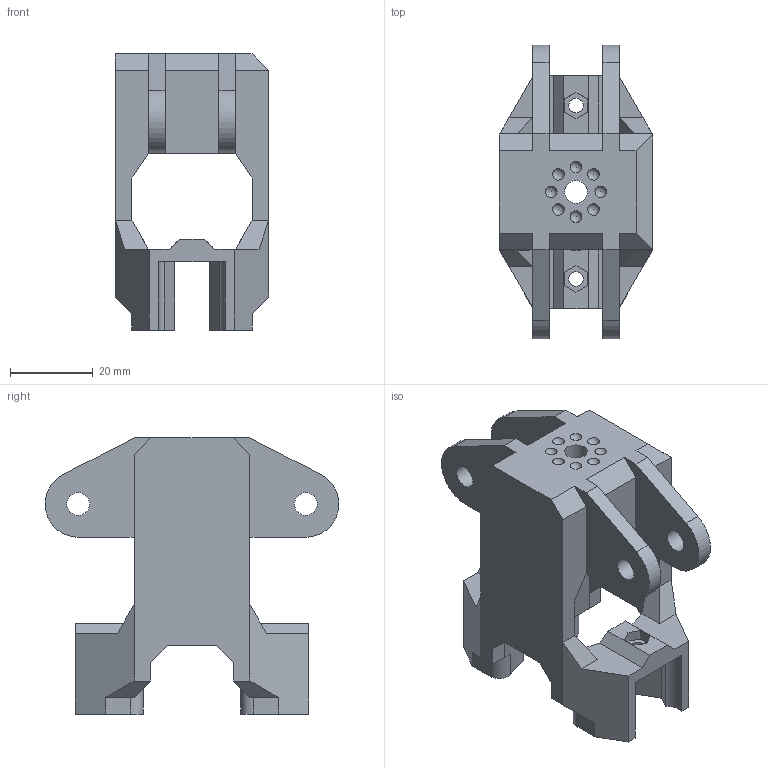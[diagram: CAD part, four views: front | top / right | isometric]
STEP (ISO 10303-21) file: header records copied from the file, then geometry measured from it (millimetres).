
FILE_DESCRIPTION(/* description */ (''),/* implementation_level */ '2;1');
FILE_NAME(/* name */ 'X-Carrier Clean.step',/* time_stamp */ '2018-11-19T21:11:39+01:00',/* author */ ('pro3d.no'),/* organization */ (''),/* preprocessor_version */ 'ST-DEVELOPER v17.2',/* originating_system */ 'Autodesk Translation Framework v7.6.0.251',/* authorisation */ '');
FILE_SCHEMA (('AUTOMOTIVE_DESIGN { 1 0 10303 214 3 1 1 }'));
Length unit declared in the file: millimetre
Products named in the file (1): X-Carrier Clean
Bounding box: 37 x 70.96 x 66.75 mm (x, y, z)
Volume: 36037.8 mm3; surface area: 20241.6 mm2
Topology: 1 solids, 1 shells, 162 faces, 454 edges, 296 vertices
Faces by surface type: plane 125, cylinder 25, sphere 8, cone 4
Full cylindrical faces by diameter (mm): 3 x4, 3.5 x2, 5.5 x5
Entity records: 5218 total; most frequent: CARTESIAN_POINT 905, ORIENTED_EDGE 892, DIRECTION 876, EDGE_CURVE 446, LINE 342, VECTOR 342, VERTEX_POINT 296, AXIS2_PLACEMENT_3D 267
